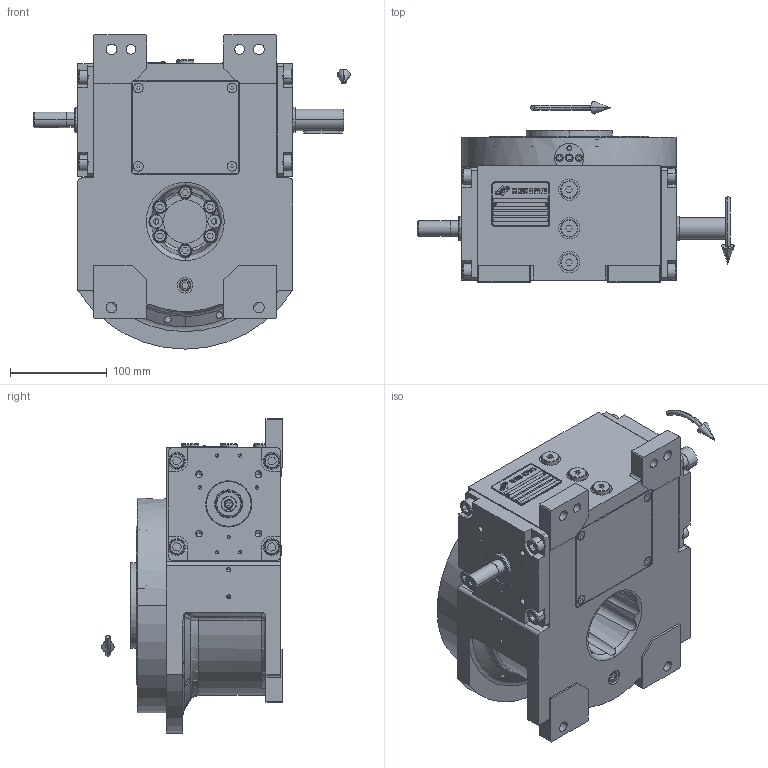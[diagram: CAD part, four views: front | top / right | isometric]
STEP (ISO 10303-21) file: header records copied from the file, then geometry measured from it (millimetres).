
FILE_DESCRIPTION (( 'STEP AP203' ), '1' );
FILE_NAME ('PC5200576.step', '2024-09-02T07:00:01', ( '' ), ( '' ), 'SwSTEP 2.0', 'SolidWorks 2020', '' );
FILE_SCHEMA (( 'CONFIG_CONTROL_DESIGN' ));
Length unit declared in the file: millimetre
Products named in the file (79): cfn2104_01_016; cfn2155_01_056; cfn2000_01_103; CFN2000_01_185^RIG06_005_ASM_rig06_071_06_m_asm(2)_rig06_071_06_m_asm.stp; AS_900_38_30_003; freccia_angolare; cfn2003_01_054; cfn2000_01_126; cfn2128_04_004; cfn2201_01_040; AS_rig06_004_s_001; AS_rig06_071_6_m; cfn2000_01_124; RIG06_021_AF0^RIG06_005_ASM_rig06_071_06_m_asm(2)_rig06_071_06_m_asm.stp; rig06_007_master; CFN2010_01_012^rig06_071_06_m_asm(2)_rig06_071_06_m_asm.stp; cfn2151_01_109; cfn2155_01_303; 900_38_30_003; cfn2107_01_001; AS_rig06_004; CFN2104_02_017^RIG06_005_ASM_rig06_071_06_m_asm(2)_rig06_071_06_m_asm.stp; AS_rig06_015; cfn2205_01_013; CFN2010_02_002^rig06_071_06_m_asm(2)_rig06_071_06_m_asm.stp; cfn2070_05_005; CFN2223_01-570X6-B^rig06_071_06_m_asm(2)_rig06_071_06_m_asm.stp; PC5200576; cfn2000_01_161; olio_agip_blasia_150; cfn2276_01_074; RIG06_005_ASM^rig06_071_06_m_asm(2)_rig06_071_06_m_asm.stp; AS_cfn2476_01_002_60x46; cfn2128_19_002; CFN2203_02_001^rig06_071_06_m_asm(2)_rig06_071_06_m_asm.stp; rig06_015; rig06_016; cfn2077_01_018; freccia_angolare_albero; cfn2115_02_182 ...
Assembly tree (71 placements, depth 5):
  cfn2201_01_040
  rig06_007_master
  CFN2010_01_012^rig06_071_06_m_asm(2)_rig06_071_06_m_asm.stp
  cfn2151_01_109
  cfn2205_01_013
Bounding box: 327 x 187 x 325 mm (x, y, z)
Volume: 2316513.4 mm3; surface area: 750531.6 mm2
Topology: 62 solids, 62 shells, 1980 faces, 4915 edges, 3156 vertices
Faces by surface type: plane 1020, cylinder 635, cone 295, torus 18, bspline 6, sphere 6
Entity records: 67948 total; most frequent: CARTESIAN_POINT 14787, DIRECTION 9464, ORIENTED_EDGE 9110, EDGE_CURVE 4555, AXIS2_PLACEMENT_3D 3256, VERTEX_POINT 2975, VECTOR 2952, LINE 2952
